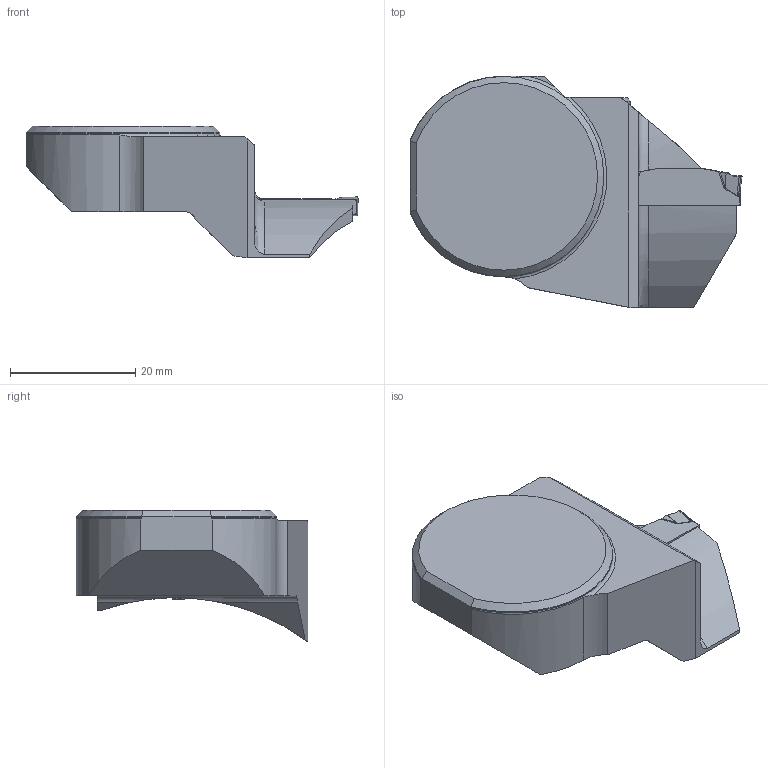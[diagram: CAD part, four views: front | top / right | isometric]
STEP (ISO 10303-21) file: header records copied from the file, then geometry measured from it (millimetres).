
FILE_DESCRIPTION(/* description */ (''),/* implementation_level */ '2;1');
FILE_NAME(/* name */ 'TOOLASSEMBLY_1.STP',/* time_stamp */ '2023-04-25T12:41:04+02:00',/* author */ (''),/* organization */ ('SMS'),/* preprocessor_version */ 'ST-DEVELOPER v16.7',/* originating_system */ 'SIEMENS PLM Software NX 12.0',/* authorisation */ '');
FILE_SCHEMA (('AUTOMOTIVE_DESIGN { 1 0 10303 214 3 1 1 1 }'));
Length unit declared in the file: millimetre
Products named in the file (4): ASSEMBLY_CONSTRUCTION; CUT_20230425123734; NOCUT_20230425123603; TOOLASSEMBLY_1
Assembly tree (3 placements, depth 2):
  TOOLASSEMBLY_1
    NOCUT_20230425123603
    CUT_20230425123734
    ASSEMBLY_CONSTRUCTION
Bounding box: 53.1 x 37.05 x 21.07 mm (x, y, z)
Volume: 15244.2 mm3; surface area: 4858.7 mm2
Topology: 2 solids, 2 shells, 113 faces, 295 edges, 191 vertices
Faces by surface type: plane 52, bspline 32, cylinder 25, cone 2, torus 2
Entity records: 4725 total; most frequent: CARTESIAN_POINT 2053, ORIENTED_EDGE 588, DIRECTION 465, EDGE_CURVE 294, VERTEX_POINT 186, AXIS2_PLACEMENT_3D 167, LINE 131, VECTOR 131
